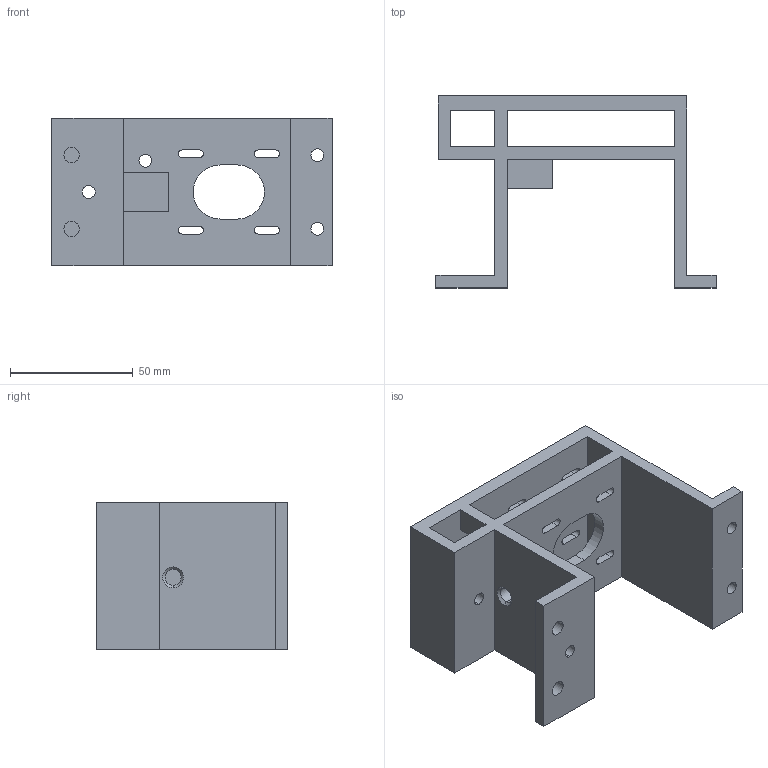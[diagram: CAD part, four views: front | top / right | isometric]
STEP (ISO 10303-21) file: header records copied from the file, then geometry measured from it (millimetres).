
FILE_DESCRIPTION (( 'STEP AP214' ), '1' );
FILE_NAME ('Left Motor Mount.step', '2019-11-11T12:27:11', ( '' ), ( '' ), 'SwSTEP 2.0', 'SolidWorks 2019', '' );
FILE_SCHEMA (( 'AUTOMOTIVE_DESIGN' ));
Length unit declared in the file: millimetre
Products named in the file (1): Left Motor Mount
Bounding box: 114 x 78.05 x 60 mm (x, y, z)
Volume: 113457.5 mm3; surface area: 49936.9 mm2
Topology: 1 solids, 1 shells, 96 faces, 282 edges, 186 vertices
Faces by surface type: plane 50, cylinder 40, cone 6
Entity records: 3330 total; most frequent: CARTESIAN_POINT 565, ORIENTED_EDGE 564, DIRECTION 562, EDGE_CURVE 282, VECTOR 196, LINE 196, VERTEX_POINT 186, AXIS2_PLACEMENT_3D 183
